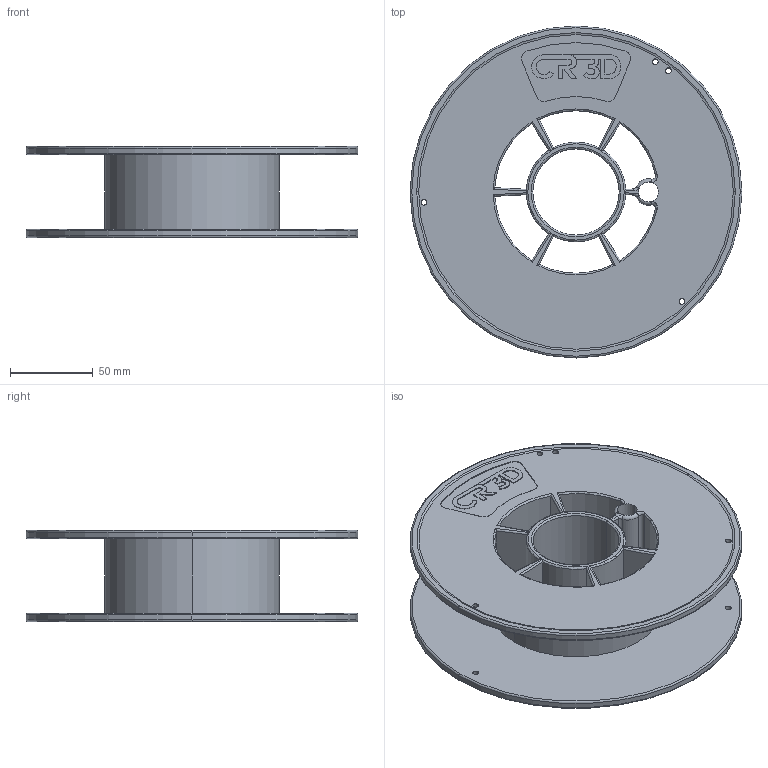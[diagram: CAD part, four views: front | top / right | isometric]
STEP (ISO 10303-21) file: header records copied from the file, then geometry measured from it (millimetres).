
FILE_DESCRIPTION (( 'STEP AP214' ), '1' );
FILE_NAME ('CR-3D_Filamentspule_500g_transparent.STEP', '2020-12-25T18:45:09', ( '' ), ( '' ), 'SwSTEP 2.0', 'SolidWorks 2020', '' );
FILE_SCHEMA (( 'AUTOMOTIVE_DESIGN' ));
Length unit declared in the file: millimetre
Products named in the file (1): CR-3D_Filamentspule_500g_transparent
Bounding box: 200 x 200 x 55 mm (x, y, z)
Volume: 334326.8 mm3; surface area: 162527.2 mm2
Topology: 1 solids, 1 shells, 208 faces, 527 edges, 324 vertices
Faces by surface type: cylinder 76, plane 54, torus 44, bspline 34
Entity records: 7944 total; most frequent: CARTESIAN_POINT 2469, ORIENTED_EDGE 1054, DIRECTION 909, EDGE_CURVE 527, AXIS2_PLACEMENT_3D 337, VERTEX_POINT 324, EDGE_LOOP 243, VECTOR 235
